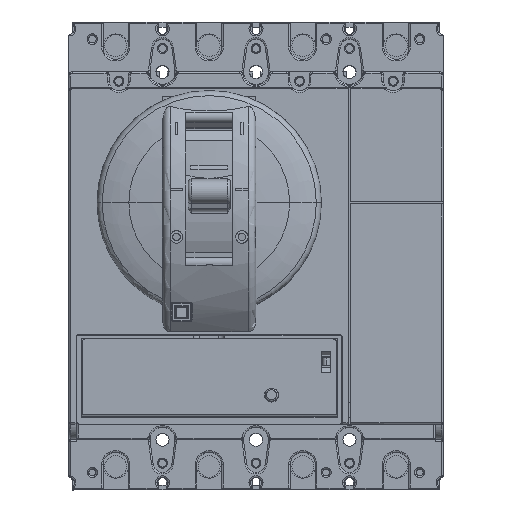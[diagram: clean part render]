
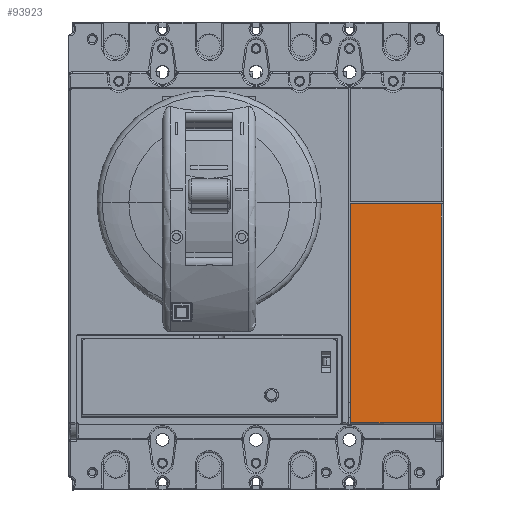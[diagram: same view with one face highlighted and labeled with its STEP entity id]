
A CAD part, top view. The second image highlights one B-rep face of the part: STEP entity #93923.
In plain terms, the highlighted face is planar.
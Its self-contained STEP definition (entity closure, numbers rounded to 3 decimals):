
#5474 = DIRECTION ( 'NONE',  ( 0., 0., -1. ) ) ;
#9428 = DIRECTION ( 'NONE',  ( 0., 0., 1. ) ) ;
#12569 = DIRECTION ( 'NONE',  ( 1., 0., 0. ) ) ;
#21991 = CARTESIAN_POINT ( 'NONE',  ( 192.6, 140.5, 85. ) ) ;
#22438 = LINE ( 'NONE', #33811, #112417 ) ;
#33389 = AXIS2_PLACEMENT_3D ( 'NONE', #21991, #12569, #75613 ) ;
#33811 = CARTESIAN_POINT ( 'NONE',  ( 192.6, 102.5, 115.4 ) ) ;
#39982 = ORIENTED_EDGE ( 'NONE', *, *, #57506, .T. ) ;
#40692 = CARTESIAN_POINT ( 'NONE',  ( 192.6, 176.2, 144.5 ) ) ;
#44933 = VERTEX_POINT ( 'NONE', #57664 ) ;
#55928 = EDGE_LOOP ( 'NONE', ( #39982, #94604, #117511, #57098 ) ) ;
#57098 = ORIENTED_EDGE ( 'NONE', *, *, #115331, .T. ) ;
#57506 = EDGE_CURVE ( 'NONE', #63277, #106733, #22438, .T. ) ;
#57664 = CARTESIAN_POINT ( 'NONE',  ( 192.6, 211., 144.5 ) ) ;
#60437 = VERTEX_POINT ( 'NONE', #111990 ) ;
#60453 = LINE ( 'NONE', #111420, #125140 ) ;
#62657 = CARTESIAN_POINT ( 'NONE',  ( 192.6, 140.9, 115.4 ) ) ;
#63277 = VERTEX_POINT ( 'NONE', #62657 ) ;
#64032 = DIRECTION ( 'NONE',  ( 0., 1., 0. ) ) ;
#67870 = LINE ( 'NONE', #97409, #115323 ) ;
#70911 = LINE ( 'NONE', #40692, #115413 ) ;
#72201 = CARTESIAN_POINT ( 'NONE',  ( 192.6, 211., 115.4 ) ) ;
#75613 = DIRECTION ( 'NONE',  ( 0., 1., 0. ) ) ;
#80382 = EDGE_CURVE ( 'NONE', #44933, #60437, #70911, .T. ) ;
#93923 = ADVANCED_FACE ( 'NONE', ( #124613 ), #106449, .T. ) ;
#94604 = ORIENTED_EDGE ( 'NONE', *, *, #108535, .T. ) ;
#97409 = CARTESIAN_POINT ( 'NONE',  ( 192.6, 140.9, 145. ) ) ;
#106449 = PLANE ( 'NONE',  #33389 ) ;
#106733 = VERTEX_POINT ( 'NONE', #72201 ) ;
#108535 = EDGE_CURVE ( 'NONE', #106733, #44933, #60453, .T. ) ;
#111420 = CARTESIAN_POINT ( 'NONE',  ( 192.6, 211., 85. ) ) ;
#111990 = CARTESIAN_POINT ( 'NONE',  ( 192.6, 140.9, 144.5 ) ) ;
#112417 = VECTOR ( 'NONE', #64032, 1000. ) ;
#115323 = VECTOR ( 'NONE', #5474, 1000. ) ;
#115331 = EDGE_CURVE ( 'NONE', #60437, #63277, #67870, .T. ) ;
#115413 = VECTOR ( 'NONE', #120522, 1000. ) ;
#117511 = ORIENTED_EDGE ( 'NONE', *, *, #80382, .T. ) ;
#120522 = DIRECTION ( 'NONE',  ( 0., -1., 0. ) ) ;
#124613 = FACE_OUTER_BOUND ( 'NONE', #55928, .T. ) ;
#125140 = VECTOR ( 'NONE', #9428, 1000. ) ;
